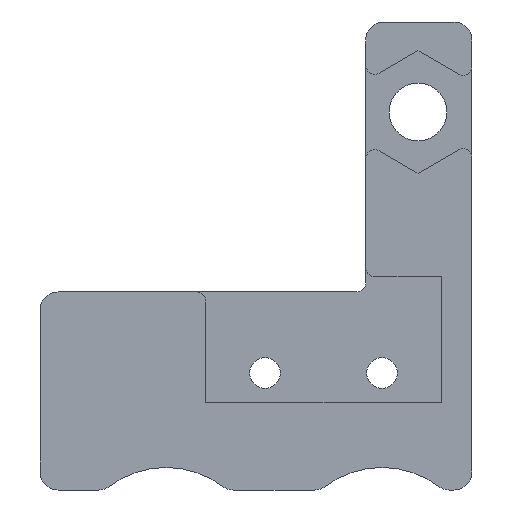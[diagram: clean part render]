
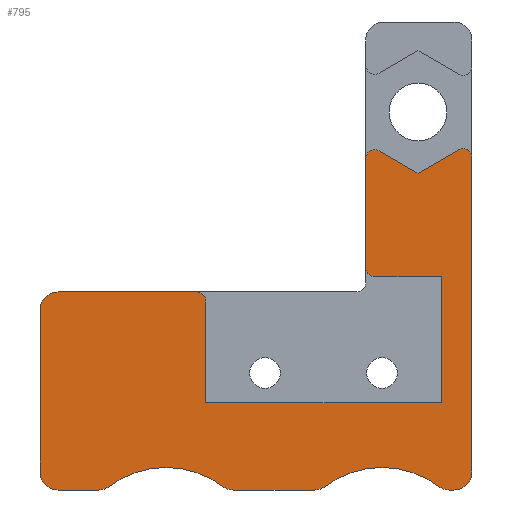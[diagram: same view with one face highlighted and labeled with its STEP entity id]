
A CAD part, left-side view. The second image highlights one B-rep face of the part: STEP entity #795.
In plain terms, the highlighted planar face has unit normal (-1, 0, 0).
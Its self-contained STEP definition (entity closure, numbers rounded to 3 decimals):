
#23=PLANE('',#855);
#46=FACE_OUTER_BOUND('',#88,.T.);
#88=EDGE_LOOP('',(#552,#553,#554,#555,#556,#557,#558,#559,#560,#561,#562,
#563,#564,#565,#566,#567,#568,#569,#570,#571,#572,#573,#574,#575,#576,#577));
#136=LINE('',#1195,#214);
#146=LINE('',#1218,#224);
#147=LINE('',#1221,#225);
#148=LINE('',#1223,#226);
#149=LINE('',#1225,#227);
#150=LINE('',#1229,#228);
#151=LINE('',#1233,#229);
#152=LINE('',#1237,#230);
#153=LINE('',#1245,#231);
#154=LINE('',#1253,#232);
#155=LINE('',#1257,#233);
#156=LINE('',#1261,#234);
#157=LINE('',#1263,#235);
#214=VECTOR('',#945,10.);
#224=VECTOR('',#963,10.);
#225=VECTOR('',#966,10.);
#226=VECTOR('',#967,10.);
#227=VECTOR('',#968,10.);
#228=VECTOR('',#971,10.);
#229=VECTOR('',#974,10.);
#230=VECTOR('',#977,10.);
#231=VECTOR('',#984,10.);
#232=VECTOR('',#991,10.);
#233=VECTOR('',#994,10.);
#234=VECTOR('',#997,10.);
#235=VECTOR('',#998,10.);
#290=CIRCLE('',#852,0.5);
#292=CIRCLE('',#856,0.5);
#293=CIRCLE('',#857,1.);
#294=CIRCLE('',#858,1.);
#295=CIRCLE('',#859,1.);
#296=CIRCLE('',#860,5.25);
#297=CIRCLE('',#861,1.);
#298=CIRCLE('',#862,1.);
#299=CIRCLE('',#863,5.25);
#300=CIRCLE('',#864,1.);
#301=CIRCLE('',#865,1.);
#302=CIRCLE('',#866,0.5);
#303=CIRCLE('',#867,0.5);
#335=VERTEX_POINT('',#1192);
#336=VERTEX_POINT('',#1194);
#342=VERTEX_POINT('',#1208);
#345=VERTEX_POINT('',#1216);
#346=VERTEX_POINT('',#1220);
#347=VERTEX_POINT('',#1222);
#348=VERTEX_POINT('',#1224);
#349=VERTEX_POINT('',#1226);
#350=VERTEX_POINT('',#1228);
#351=VERTEX_POINT('',#1230);
#352=VERTEX_POINT('',#1232);
#353=VERTEX_POINT('',#1234);
#354=VERTEX_POINT('',#1236);
#355=VERTEX_POINT('',#1238);
#356=VERTEX_POINT('',#1240);
#357=VERTEX_POINT('',#1242);
#358=VERTEX_POINT('',#1244);
#359=VERTEX_POINT('',#1246);
#360=VERTEX_POINT('',#1248);
#361=VERTEX_POINT('',#1250);
#362=VERTEX_POINT('',#1252);
#363=VERTEX_POINT('',#1254);
#364=VERTEX_POINT('',#1256);
#365=VERTEX_POINT('',#1258);
#366=VERTEX_POINT('',#1260);
#367=VERTEX_POINT('',#1262);
#416=EDGE_CURVE('',#335,#336,#136,.T.);
#423=EDGE_CURVE('',#335,#342,#290,.T.);
#428=EDGE_CURVE('',#345,#342,#146,.F.);
#429=EDGE_CURVE('',#346,#345,#147,.F.);
#430=EDGE_CURVE('',#347,#346,#148,.F.);
#431=EDGE_CURVE('',#348,#347,#149,.F.);
#432=EDGE_CURVE('',#348,#349,#292,.T.);
#433=EDGE_CURVE('',#350,#349,#150,.T.);
#434=EDGE_CURVE('',#350,#351,#293,.T.);
#435=EDGE_CURVE('',#352,#351,#151,.T.);
#436=EDGE_CURVE('',#352,#353,#294,.T.);
#437=EDGE_CURVE('',#354,#353,#152,.T.);
#438=EDGE_CURVE('',#354,#355,#295,.T.);
#439=EDGE_CURVE('',#356,#355,#296,.T.);
#440=EDGE_CURVE('',#356,#357,#297,.T.);
#441=EDGE_CURVE('',#358,#357,#153,.T.);
#442=EDGE_CURVE('',#358,#359,#298,.T.);
#443=EDGE_CURVE('',#360,#359,#299,.T.);
#444=EDGE_CURVE('',#360,#361,#300,.T.);
#445=EDGE_CURVE('',#362,#361,#154,.T.);
#446=EDGE_CURVE('',#362,#363,#301,.T.);
#447=EDGE_CURVE('',#364,#363,#155,.T.);
#448=EDGE_CURVE('',#364,#365,#302,.T.);
#449=EDGE_CURVE('',#366,#365,#156,.F.);
#450=EDGE_CURVE('',#367,#366,#157,.F.);
#451=EDGE_CURVE('',#367,#336,#303,.T.);
#552=ORIENTED_EDGE('',*,*,#423,.T.);
#553=ORIENTED_EDGE('',*,*,#428,.F.);
#554=ORIENTED_EDGE('',*,*,#429,.F.);
#555=ORIENTED_EDGE('',*,*,#430,.F.);
#556=ORIENTED_EDGE('',*,*,#431,.F.);
#557=ORIENTED_EDGE('',*,*,#432,.T.);
#558=ORIENTED_EDGE('',*,*,#433,.F.);
#559=ORIENTED_EDGE('',*,*,#434,.T.);
#560=ORIENTED_EDGE('',*,*,#435,.F.);
#561=ORIENTED_EDGE('',*,*,#436,.T.);
#562=ORIENTED_EDGE('',*,*,#437,.F.);
#563=ORIENTED_EDGE('',*,*,#438,.T.);
#564=ORIENTED_EDGE('',*,*,#439,.F.);
#565=ORIENTED_EDGE('',*,*,#440,.T.);
#566=ORIENTED_EDGE('',*,*,#441,.F.);
#567=ORIENTED_EDGE('',*,*,#442,.T.);
#568=ORIENTED_EDGE('',*,*,#443,.F.);
#569=ORIENTED_EDGE('',*,*,#444,.T.);
#570=ORIENTED_EDGE('',*,*,#445,.F.);
#571=ORIENTED_EDGE('',*,*,#446,.T.);
#572=ORIENTED_EDGE('',*,*,#447,.F.);
#573=ORIENTED_EDGE('',*,*,#448,.T.);
#574=ORIENTED_EDGE('',*,*,#449,.F.);
#575=ORIENTED_EDGE('',*,*,#450,.F.);
#576=ORIENTED_EDGE('',*,*,#451,.T.);
#577=ORIENTED_EDGE('',*,*,#416,.F.);
#795=ADVANCED_FACE('',(#46),#23,.F.);
#852=AXIS2_PLACEMENT_3D('',#1209,#954,#955);
#855=AXIS2_PLACEMENT_3D('',#1219,#964,#965);
#856=AXIS2_PLACEMENT_3D('',#1227,#969,#970);
#857=AXIS2_PLACEMENT_3D('',#1231,#972,#973);
#858=AXIS2_PLACEMENT_3D('',#1235,#975,#976);
#859=AXIS2_PLACEMENT_3D('',#1239,#978,#979);
#860=AXIS2_PLACEMENT_3D('',#1241,#980,#981);
#861=AXIS2_PLACEMENT_3D('',#1243,#982,#983);
#862=AXIS2_PLACEMENT_3D('',#1247,#985,#986);
#863=AXIS2_PLACEMENT_3D('',#1249,#987,#988);
#864=AXIS2_PLACEMENT_3D('',#1251,#989,#990);
#865=AXIS2_PLACEMENT_3D('',#1255,#992,#993);
#866=AXIS2_PLACEMENT_3D('',#1259,#995,#996);
#867=AXIS2_PLACEMENT_3D('',#1264,#999,#1000);
#945=DIRECTION('',(0.,0.,1.));
#954=DIRECTION('center_axis',(-1.,0.,0.));
#955=DIRECTION('ref_axis',(0.,0.707,-0.707));
#963=DIRECTION('',(0.,-1.,0.));
#964=DIRECTION('center_axis',(1.,0.,0.));
#965=DIRECTION('ref_axis',(0.,0.,-1.));
#966=DIRECTION('',(0.,0.,-1.));
#967=DIRECTION('',(0.,1.,0.));
#968=DIRECTION('',(0.,0.,1.));
#969=DIRECTION('center_axis',(-1.,0.,0.));
#970=DIRECTION('ref_axis',(0.,-0.707,0.707));
#971=DIRECTION('',(0.,-1.,0.));
#972=DIRECTION('center_axis',(-1.,0.,0.));
#973=DIRECTION('ref_axis',(0.,0.707,0.707));
#974=DIRECTION('',(0.,0.,1.));
#975=DIRECTION('center_axis',(-1.,0.,0.));
#976=DIRECTION('ref_axis',(0.,0.707,-0.707));
#977=DIRECTION('',(0.,1.,0.));
#978=DIRECTION('center_axis',(-1.,0.,0.));
#979=DIRECTION('ref_axis',(0.,-0.316,-0.949));
#980=DIRECTION('center_axis',(-1.,0.,0.));
#981=DIRECTION('ref_axis',(0.,0.648,0.762));
#982=DIRECTION('center_axis',(-1.,0.,0.));
#983=DIRECTION('ref_axis',(0.,0.316,-0.949));
#984=DIRECTION('',(0.,1.,0.));
#985=DIRECTION('center_axis',(-1.,0.,0.));
#986=DIRECTION('ref_axis',(0.,-0.316,-0.949));
#987=DIRECTION('center_axis',(-1.,0.,0.));
#988=DIRECTION('ref_axis',(0.,0.648,0.762));
#989=DIRECTION('center_axis',(-1.,0.,0.));
#990=DIRECTION('ref_axis',(0.,0.316,-0.949));
#991=DIRECTION('',(0.,1.,0.));
#992=DIRECTION('center_axis',(-1.,0.,0.));
#993=DIRECTION('ref_axis',(0.,-0.707,-0.707));
#994=DIRECTION('',(0.,0.,-1.));
#995=DIRECTION('center_axis',(-1.,0.,0.));
#996=DIRECTION('ref_axis',(0.,-0.5,0.866));
#997=DIRECTION('',(0.,0.866,-0.5));
#998=DIRECTION('',(0.,0.866,0.5));
#999=DIRECTION('center_axis',(-1.,0.,0.));
#1000=DIRECTION('ref_axis',(0.,0.5,0.866));
#1192=CARTESIAN_POINT('',(185.5,-10.6,-93.65));
#1194=CARTESIAN_POINT('',(185.5,-10.6,-87.598));
#1195=CARTESIAN_POINT('',(185.5,-10.6,-95.));
#1208=CARTESIAN_POINT('',(185.5,-11.1,-94.15));
#1209=CARTESIAN_POINT('Origin',(185.5,-11.1,-93.65));
#1216=CARTESIAN_POINT('',(185.5,-14.8,-94.15));
#1218=CARTESIAN_POINT('',(185.5,-9.575,-94.15));
#1219=CARTESIAN_POINT('Origin',(185.5,-4.5,-96.251));
#1220=CARTESIAN_POINT('',(185.5,-14.8,-101.15));
#1221=CARTESIAN_POINT('',(185.5,-14.8,-98.625));
#1222=CARTESIAN_POINT('',(185.5,-1.7,-101.15));
#1223=CARTESIAN_POINT('',(185.5,-3.175,-101.15));
#1224=CARTESIAN_POINT('',(185.5,-1.7,-95.5));
#1225=CARTESIAN_POINT('',(185.5,-1.7,-95.625));
#1226=CARTESIAN_POINT('',(185.5,-1.2,-95.));
#1227=CARTESIAN_POINT('Origin',(185.5,-1.2,-95.5));
#1228=CARTESIAN_POINT('',(185.5,6.5,-95.));
#1229=CARTESIAN_POINT('',(185.5,-10.6,-95.));
#1230=CARTESIAN_POINT('',(185.5,7.5,-96.));
#1231=CARTESIAN_POINT('Origin',(185.5,6.5,-96.));
#1232=CARTESIAN_POINT('',(185.5,7.5,-105.));
#1233=CARTESIAN_POINT('',(185.5,7.5,-106.));
#1234=CARTESIAN_POINT('',(185.5,6.5,-106.));
#1235=CARTESIAN_POINT('Origin',(185.5,6.5,-105.));
#1236=CARTESIAN_POINT('',(185.5,4.25,-106.));
#1237=CARTESIAN_POINT('',(185.5,3.9,-106.));
#1238=CARTESIAN_POINT('',(185.5,3.65,-105.8));
#1239=CARTESIAN_POINT('Origin',(185.5,4.25,-105.));
#1240=CARTESIAN_POINT('',(185.5,-2.65,-105.8));
#1241=CARTESIAN_POINT('Origin',(185.5,0.5,-110.));
#1242=CARTESIAN_POINT('',(185.5,-3.25,-106.));
#1243=CARTESIAN_POINT('Origin',(185.5,-3.25,-105.));
#1244=CARTESIAN_POINT('',(185.5,-7.75,-106.));
#1245=CARTESIAN_POINT('',(185.5,-8.1,-106.));
#1246=CARTESIAN_POINT('',(185.5,-8.35,-105.8));
#1247=CARTESIAN_POINT('Origin',(185.5,-7.75,-105.));
#1248=CARTESIAN_POINT('',(185.5,-14.65,-105.8));
#1249=CARTESIAN_POINT('Origin',(185.5,-11.5,-110.));
#1250=CARTESIAN_POINT('',(185.5,-15.25,-106.));
#1251=CARTESIAN_POINT('Origin',(185.5,-15.25,-105.));
#1252=CARTESIAN_POINT('',(185.5,-15.5,-106.));
#1253=CARTESIAN_POINT('',(185.5,-16.5,-106.));
#1254=CARTESIAN_POINT('',(185.5,-16.5,-105.));
#1255=CARTESIAN_POINT('Origin',(185.5,-15.5,-105.));
#1256=CARTESIAN_POINT('',(185.5,-16.5,-87.54));
#1257=CARTESIAN_POINT('',(185.5,-16.5,-80.));
#1258=CARTESIAN_POINT('',(185.5,-15.75,-87.107));
#1259=CARTESIAN_POINT('Origin',(185.5,-16.,-87.54));
#1260=CARTESIAN_POINT('',(185.5,-13.5,-88.406));
#1261=CARTESIAN_POINT('',(185.5,-8.464,-91.314));
#1262=CARTESIAN_POINT('',(185.5,-11.35,-87.165));
#1263=CARTESIAN_POINT('',(185.5,-10.336,-86.58));
#1264=CARTESIAN_POINT('Origin',(185.5,-11.1,-87.598));
